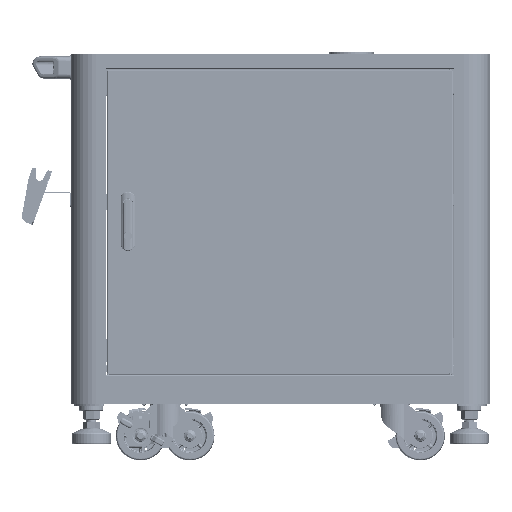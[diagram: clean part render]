
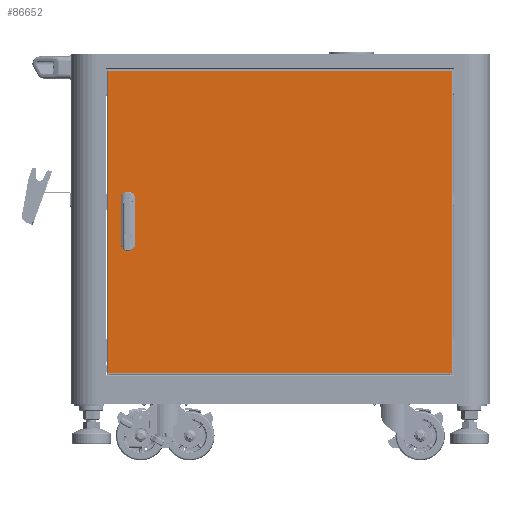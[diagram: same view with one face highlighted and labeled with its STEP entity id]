
A CAD part, front view. The second image highlights one B-rep face of the part: STEP entity #86652.
In plain terms, the highlighted planar face has unit normal (0, -1, 0).
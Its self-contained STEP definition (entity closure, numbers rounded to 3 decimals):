
#21008=ORIENTED_EDGE('',*,*,#40063,.F.);
#21009=ORIENTED_EDGE('',*,*,#40064,.T.);
#21010=ORIENTED_EDGE('',*,*,#40065,.F.);
#21011=ORIENTED_EDGE('',*,*,#40066,.T.);
#21012=ORIENTED_EDGE('',*,*,#40067,.T.);
#21013=ORIENTED_EDGE('',*,*,#40068,.T.);
#21014=ORIENTED_EDGE('',*,*,#40069,.T.);
#21015=ORIENTED_EDGE('',*,*,#40070,.T.);
#40063=EDGE_CURVE('',#50719,#50720,#57837,.T.);
#40064=EDGE_CURVE('',#50719,#50721,#57838,.T.);
#40065=EDGE_CURVE('',#50722,#50721,#57839,.T.);
#40066=EDGE_CURVE('',#50722,#50720,#57840,.T.);
#40067=EDGE_CURVE('',#50723,#50724,#57841,.T.);
#40068=EDGE_CURVE('',#50724,#50725,#57842,.T.);
#40069=EDGE_CURVE('',#50725,#50726,#57843,.T.);
#40070=EDGE_CURVE('',#50726,#50723,#57844,.T.);
#50719=VERTEX_POINT('',#140689);
#50720=VERTEX_POINT('',#140690);
#50721=VERTEX_POINT('',#140692);
#50722=VERTEX_POINT('',#140694);
#50723=VERTEX_POINT('',#140697);
#50724=VERTEX_POINT('',#140698);
#50725=VERTEX_POINT('',#140700);
#50726=VERTEX_POINT('',#140702);
#57837=LINE('',#140688,#64178);
#57838=LINE('',#140691,#64179);
#57839=LINE('',#140693,#64180);
#57840=LINE('',#140695,#64181);
#57841=LINE('',#140696,#64182);
#57842=LINE('',#140699,#64183);
#57843=LINE('',#140701,#64184);
#57844=LINE('',#140703,#64185);
#64178=VECTOR('',#112637,1000.);
#64179=VECTOR('',#112638,1000.);
#64180=VECTOR('',#112639,1000.);
#64181=VECTOR('',#112640,1000.);
#64182=VECTOR('',#112641,1000.);
#64183=VECTOR('',#112642,1000.);
#64184=VECTOR('',#112643,1000.);
#64185=VECTOR('',#112644,1000.);
#71445=EDGE_LOOP('',(#21008,#21009,#21010,#21011));
#71446=EDGE_LOOP('',(#21012,#21013,#21014,#21015));
#78542=FACE_BOUND('',#71445,.T.);
#78543=FACE_BOUND('',#71446,.T.);
#82988=PLANE('',#96392);
#86652=ADVANCED_FACE('',(#78542,#78543),#82988,.T.);
#96392=AXIS2_PLACEMENT_3D('',#140687,#112635,#112636);
#112635=DIRECTION('',(0.,-1.,0.));
#112636=DIRECTION('',(0.,0.,-1.));
#112637=DIRECTION('',(0.,0.,1.));
#112638=DIRECTION('',(1.,0.,0.));
#112639=DIRECTION('',(0.,0.,-1.));
#112640=DIRECTION('',(-1.,0.,0.));
#112641=DIRECTION('',(-1.,0.,0.));
#112642=DIRECTION('',(0.,0.,1.));
#112643=DIRECTION('',(1.,0.,0.));
#112644=DIRECTION('',(0.,0.,-1.));
#140687=CARTESIAN_POINT('',(-350.,0.,-307.5));
#140688=CARTESIAN_POINT('',(-348.39,0.,305.89));
#140689=CARTESIAN_POINT('',(-348.39,0.,-305.89));
#140690=CARTESIAN_POINT('',(-348.39,0.,305.89));
#140691=CARTESIAN_POINT('',(350.,0.,-305.89));
#140692=CARTESIAN_POINT('',(348.39,0.,-305.89));
#140693=CARTESIAN_POINT('',(348.39,0.,-305.89));
#140694=CARTESIAN_POINT('',(348.39,0.,305.89));
#140695=CARTESIAN_POINT('',(350.,0.,305.89));
#140696=CARTESIAN_POINT('',(-296.5,0.,-47.5));
#140697=CARTESIAN_POINT('',(-296.5,0.,-47.5));
#140698=CARTESIAN_POINT('',(-320.,0.,-47.5));
#140699=CARTESIAN_POINT('',(-320.,0.,-47.5));
#140700=CARTESIAN_POINT('',(-320.,0.,47.5));
#140701=CARTESIAN_POINT('',(-320.,0.,47.5));
#140702=CARTESIAN_POINT('',(-296.5,0.,47.5));
#140703=CARTESIAN_POINT('',(-296.5,0.,47.5));
